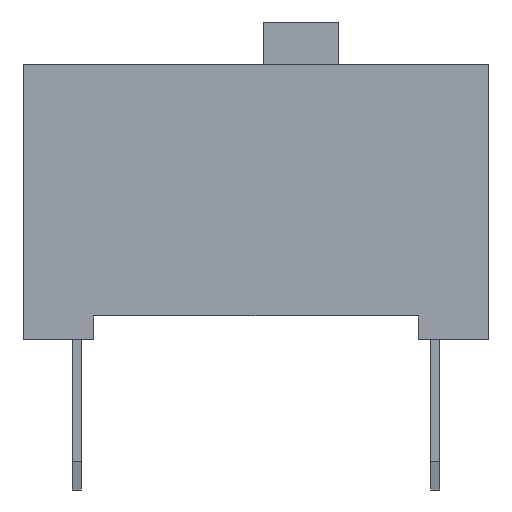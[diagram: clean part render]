
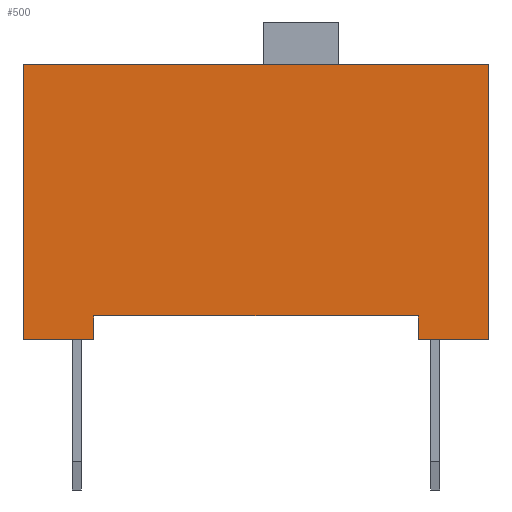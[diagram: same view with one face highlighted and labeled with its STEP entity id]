
A CAD part, front view. The second image highlights one B-rep face of the part: STEP entity #500.
In plain terms, the highlighted planar face has unit normal (0, -1, 0).
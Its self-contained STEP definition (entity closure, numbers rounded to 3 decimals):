
#12=DIRECTION('',(0.,0.,1.));
#27=VECTOR('',#28,1.);
#28=DIRECTION('',(-1.,0.,0.));
#34=VECTOR('',#12,1.);
#69=CARTESIAN_POINT('',(8.76,-14.945,0.));
#81=VERTEX_POINT('',#82);
#82=CARTESIAN_POINT('',(-1.14,-14.945,5.85));
#85=EDGE_CURVE('',#86,#81,#88,.T.);
#86=VERTEX_POINT('',#87);
#87=CARTESIAN_POINT('',(-1.14,-14.945,0.));
#88=LINE('',#87,#34);
#103=DIRECTION('',(1.,0.,0.));
#114=DIRECTION('',(0.,1.,0.));
#120=VECTOR('',#103,1.);
#123=VERTEX_POINT('',#124);
#124=CARTESIAN_POINT('',(7.26,-14.945,0.5));
#127=ORIENTED_EDGE('',*,*,#128,.T.);
#128=EDGE_CURVE('',#123,#129,#131,.T.);
#129=VERTEX_POINT('',#130);
#130=CARTESIAN_POINT('',(0.36,-14.945,0.5));
#131=LINE('',#132,#27);
#132=CARTESIAN_POINT('',(3.06,-14.945,0.5));
#483=VECTOR('',#484,1.);
#484=DIRECTION('',(0.,0.,-1.));
#492=VERTEX_POINT('',#493);
#493=CARTESIAN_POINT('',(0.36,-14.945,0.));
#496=ORIENTED_EDGE('',*,*,#497,.F.);
#497=EDGE_CURVE('',#86,#492,#498,.T.);
#498=LINE('',#87,#120);
#500=ADVANCED_FACE('',(#501),#523,.F.);
#501=FACE_BOUND('',#502,.F.);
#502=EDGE_LOOP('',(#496,#503,#504,#509,#513,#517,#127,#520));
#503=ORIENTED_EDGE('',*,*,#85,.T.);
#504=ORIENTED_EDGE('',*,*,#505,.T.);
#505=EDGE_CURVE('',#81,#506,#508,.T.);
#506=VERTEX_POINT('',#507);
#507=CARTESIAN_POINT('',(8.76,-14.945,5.85));
#508=LINE('',#82,#120);
#509=ORIENTED_EDGE('',*,*,#510,.F.);
#510=EDGE_CURVE('',#511,#506,#512,.T.);
#511=VERTEX_POINT('',#69);
#512=LINE('',#69,#34);
#513=ORIENTED_EDGE('',*,*,#514,.F.);
#514=EDGE_CURVE('',#515,#511,#498,.T.);
#515=VERTEX_POINT('',#516);
#516=CARTESIAN_POINT('',(7.26,-14.945,0.));
#517=ORIENTED_EDGE('',*,*,#518,.T.);
#518=EDGE_CURVE('',#515,#123,#519,.T.);
#519=LINE('',#516,#34);
#520=ORIENTED_EDGE('',*,*,#521,.T.);
#521=EDGE_CURVE('',#129,#492,#522,.T.);
#522=LINE('',#493,#483);
#523=PLANE('',#524);
#524=AXIS2_PLACEMENT_3D('',#87,#114,#103);
